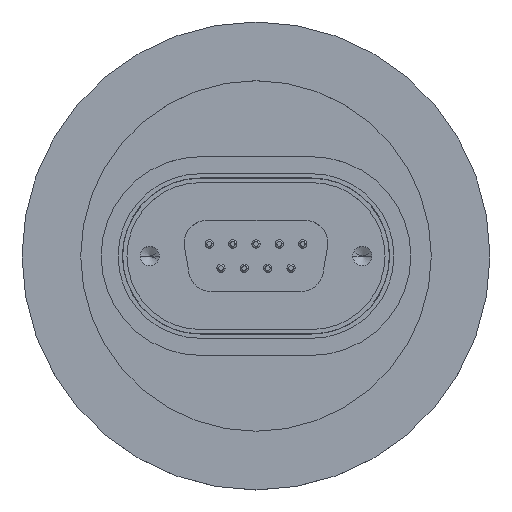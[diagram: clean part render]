
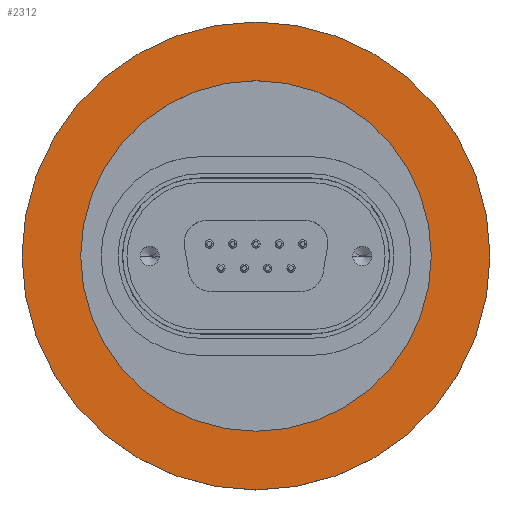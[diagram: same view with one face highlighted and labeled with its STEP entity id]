
A CAD part, top view. The second image highlights one B-rep face of the part: STEP entity #2312.
In plain terms, the highlighted planar face has unit normal (0, 0, 1).
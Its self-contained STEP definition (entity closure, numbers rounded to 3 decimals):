
#158 = CARTESIAN_POINT ( 'NONE',  ( 0., 0., 0. ) ) ;
#239 = DIRECTION ( 'NONE',  ( 0., 0., 1. ) ) ;
#258 = CARTESIAN_POINT ( 'NONE',  ( 0., 0., 0. ) ) ;
#282 = EDGE_CURVE ( 'NONE', #4694, #5667, #3970, .T. ) ;
#283 = DIRECTION ( 'NONE',  ( 1., 0., 0. ) ) ;
#479 = CARTESIAN_POINT ( 'NONE',  ( 0., 0., 0. ) ) ;
#667 = DIRECTION ( 'NONE',  ( 1., 0., 0. ) ) ;
#706 = FACE_OUTER_BOUND ( 'NONE', #1902, .T. ) ;
#776 = DIRECTION ( 'NONE',  ( 0., 0., 1. ) ) ;
#982 = DIRECTION ( 'NONE',  ( 1., 0., 0. ) ) ;
#1374 = VERTEX_POINT ( 'NONE', #3323 ) ;
#1405 = VERTEX_POINT ( 'NONE', #5466 ) ;
#1418 = EDGE_CURVE ( 'NONE', #1374, #1405, #1770, .T. ) ;
#1498 = CARTESIAN_POINT ( 'NONE',  ( -27.5, 0., 0. ) ) ;
#1615 = EDGE_CURVE ( 'NONE', #1405, #1374, #4272, .T. ) ;
#1770 = CIRCLE ( 'NONE', #5121, 20.6 ) ;
#1902 = EDGE_LOOP ( 'NONE', ( #4552, #5729 ) ) ;
#1992 = EDGE_LOOP ( 'NONE', ( #5377, #4417 ) ) ;
#2027 = AXIS2_PLACEMENT_3D ( 'NONE', #258, #239, #283 ) ;
#2312 = ADVANCED_FACE ( 'NONE', ( #3262, #706 ), #4758, .T. ) ;
#2557 = DIRECTION ( 'NONE',  ( 1., 0., 0. ) ) ;
#2881 = EDGE_CURVE ( 'NONE', #5667, #4694, #4436, .T. ) ;
#3262 = FACE_BOUND ( 'NONE', #1992, .T. ) ;
#3323 = CARTESIAN_POINT ( 'NONE',  ( 20.6, 0., 0. ) ) ;
#3491 = CARTESIAN_POINT ( 'NONE',  ( 27.5, 0., 0. ) ) ;
#3542 = DIRECTION ( 'NONE',  ( 0., 0., -1. ) ) ;
#3633 = CARTESIAN_POINT ( 'NONE',  ( 0., 0., 0. ) ) ;
#3818 = DIRECTION ( 'NONE',  ( 0., 0., -1. ) ) ;
#3876 = CARTESIAN_POINT ( 'NONE',  ( 0., 0., 0. ) ) ;
#3956 = AXIS2_PLACEMENT_3D ( 'NONE', #3633, #776, #4056 ) ;
#3970 = CIRCLE ( 'NONE', #2027, 27.5 ) ;
#4056 = DIRECTION ( 'NONE',  ( 1., 0., 0. ) ) ;
#4272 = CIRCLE ( 'NONE', #5009, 20.6 ) ;
#4417 = ORIENTED_EDGE ( 'NONE', *, *, #1615, .T. ) ;
#4436 = CIRCLE ( 'NONE', #3956, 27.5 ) ;
#4552 = ORIENTED_EDGE ( 'NONE', *, *, #282, .T. ) ;
#4694 = VERTEX_POINT ( 'NONE', #3491 ) ;
#4758 = PLANE ( 'NONE',  #5806 ) ;
#5009 = AXIS2_PLACEMENT_3D ( 'NONE', #158, #3542, #667 ) ;
#5121 = AXIS2_PLACEMENT_3D ( 'NONE', #479, #3818, #982 ) ;
#5180 = DIRECTION ( 'NONE',  ( 0., 0., 1. ) ) ;
#5377 = ORIENTED_EDGE ( 'NONE', *, *, #1418, .T. ) ;
#5466 = CARTESIAN_POINT ( 'NONE',  ( -20.6, 0., 0. ) ) ;
#5667 = VERTEX_POINT ( 'NONE', #1498 ) ;
#5729 = ORIENTED_EDGE ( 'NONE', *, *, #2881, .T. ) ;
#5806 = AXIS2_PLACEMENT_3D ( 'NONE', #3876, #5180, #2557 ) ;
